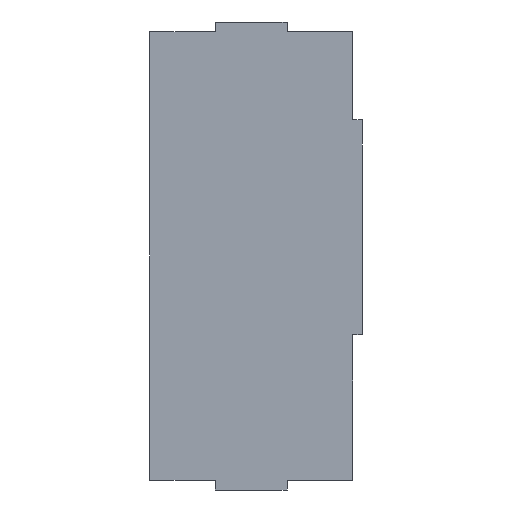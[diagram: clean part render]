
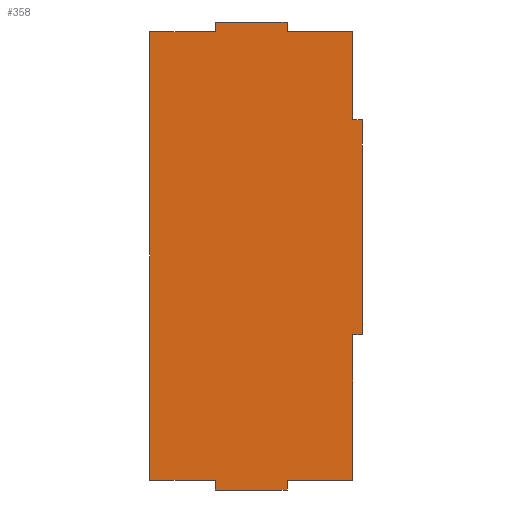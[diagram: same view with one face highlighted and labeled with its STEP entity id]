
A CAD part, front view. The second image highlights one B-rep face of the part: STEP entity #358.
In plain terms, the highlighted planar face has unit normal (0, -1, 0).
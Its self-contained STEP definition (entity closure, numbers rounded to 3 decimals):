
#32=FACE_OUTER_BOUND('',#50,.T.);
#50=EDGE_LOOP('',(#307,#308,#309,#310,#311,#312,#313,#314,#315,#316,#317,
#318,#319,#320,#321,#322));
#51=LINE('',#487,#99);
#55=LINE('',#495,#103);
#58=LINE('',#501,#106);
#61=LINE('',#507,#109);
#64=LINE('',#513,#112);
#67=LINE('',#519,#115);
#70=LINE('',#525,#118);
#73=LINE('',#531,#121);
#76=LINE('',#537,#124);
#79=LINE('',#543,#127);
#82=LINE('',#549,#130);
#85=LINE('',#555,#133);
#88=LINE('',#561,#136);
#91=LINE('',#567,#139);
#94=LINE('',#573,#142);
#97=LINE('',#578,#145);
#99=VECTOR('',#401,10.);
#103=VECTOR('',#407,10.);
#106=VECTOR('',#412,10.);
#109=VECTOR('',#417,10.);
#112=VECTOR('',#422,10.);
#115=VECTOR('',#427,10.);
#118=VECTOR('',#432,10.);
#121=VECTOR('',#437,10.);
#124=VECTOR('',#442,10.);
#127=VECTOR('',#447,10.);
#130=VECTOR('',#452,10.);
#133=VECTOR('',#457,10.);
#136=VECTOR('',#462,10.);
#139=VECTOR('',#467,10.);
#142=VECTOR('',#472,10.);
#145=VECTOR('',#477,10.);
#147=VERTEX_POINT('',#485);
#148=VERTEX_POINT('',#486);
#151=VERTEX_POINT('',#494);
#153=VERTEX_POINT('',#500);
#155=VERTEX_POINT('',#506);
#157=VERTEX_POINT('',#512);
#159=VERTEX_POINT('',#518);
#161=VERTEX_POINT('',#524);
#163=VERTEX_POINT('',#530);
#165=VERTEX_POINT('',#536);
#167=VERTEX_POINT('',#542);
#169=VERTEX_POINT('',#548);
#171=VERTEX_POINT('',#554);
#173=VERTEX_POINT('',#560);
#175=VERTEX_POINT('',#566);
#177=VERTEX_POINT('',#572);
#179=EDGE_CURVE('',#147,#148,#51,.T.);
#183=EDGE_CURVE('',#151,#147,#55,.T.);
#186=EDGE_CURVE('',#153,#151,#58,.T.);
#189=EDGE_CURVE('',#155,#153,#61,.T.);
#192=EDGE_CURVE('',#157,#155,#64,.T.);
#195=EDGE_CURVE('',#159,#157,#67,.T.);
#198=EDGE_CURVE('',#161,#159,#70,.T.);
#201=EDGE_CURVE('',#163,#161,#73,.T.);
#204=EDGE_CURVE('',#165,#163,#76,.T.);
#207=EDGE_CURVE('',#167,#165,#79,.T.);
#210=EDGE_CURVE('',#169,#167,#82,.T.);
#213=EDGE_CURVE('',#171,#169,#85,.T.);
#216=EDGE_CURVE('',#173,#171,#88,.T.);
#219=EDGE_CURVE('',#175,#173,#91,.T.);
#222=EDGE_CURVE('',#177,#175,#94,.T.);
#225=EDGE_CURVE('',#148,#177,#97,.T.);
#307=ORIENTED_EDGE('',*,*,#225,.F.);
#308=ORIENTED_EDGE('',*,*,#179,.F.);
#309=ORIENTED_EDGE('',*,*,#183,.F.);
#310=ORIENTED_EDGE('',*,*,#186,.F.);
#311=ORIENTED_EDGE('',*,*,#189,.F.);
#312=ORIENTED_EDGE('',*,*,#192,.F.);
#313=ORIENTED_EDGE('',*,*,#195,.F.);
#314=ORIENTED_EDGE('',*,*,#198,.F.);
#315=ORIENTED_EDGE('',*,*,#201,.F.);
#316=ORIENTED_EDGE('',*,*,#204,.F.);
#317=ORIENTED_EDGE('',*,*,#207,.F.);
#318=ORIENTED_EDGE('',*,*,#210,.F.);
#319=ORIENTED_EDGE('',*,*,#213,.F.);
#320=ORIENTED_EDGE('',*,*,#216,.F.);
#321=ORIENTED_EDGE('',*,*,#219,.F.);
#322=ORIENTED_EDGE('',*,*,#222,.F.);
#340=PLANE('',#396);
#358=ADVANCED_FACE('',(#32),#340,.F.);
#396=AXIS2_PLACEMENT_3D('',#581,#481,#482);
#401=DIRECTION('',(0.,0.,1.));
#407=DIRECTION('',(-1.,0.,0.));
#412=DIRECTION('',(0.,0.,1.));
#417=DIRECTION('',(-1.,0.,0.));
#422=DIRECTION('',(0.,0.,-1.));
#427=DIRECTION('',(-1.,0.,0.));
#432=DIRECTION('',(0.,0.,-1.));
#437=DIRECTION('',(-1.,0.,0.));
#442=DIRECTION('',(0.,0.,-1.));
#447=DIRECTION('',(1.,0.,0.));
#452=DIRECTION('',(0.,0.,-1.));
#457=DIRECTION('',(1.,0.,0.));
#462=DIRECTION('',(0.,0.,-1.));
#467=DIRECTION('',(1.,0.,0.));
#472=DIRECTION('',(0.,0.,1.));
#477=DIRECTION('',(1.,0.,0.));
#481=DIRECTION('center_axis',(0.,1.,0.));
#482=DIRECTION('ref_axis',(0.,0.,1.));
#485=CARTESIAN_POINT('',(-97.259,0.,-53.872));
#486=CARTESIAN_POINT('',(-97.259,0.,134.128));
#487=CARTESIAN_POINT('',(-97.259,0.,-53.872));
#494=CARTESIAN_POINT('',(-69.759,0.,-53.872));
#495=CARTESIAN_POINT('',(-12.259,0.,-53.872));
#500=CARTESIAN_POINT('',(-69.759,0.,-57.872));
#501=CARTESIAN_POINT('',(-69.759,0.,-57.872));
#506=CARTESIAN_POINT('',(-39.759,0.,-57.872));
#507=CARTESIAN_POINT('',(-39.759,0.,-57.872));
#512=CARTESIAN_POINT('',(-39.759,0.,-53.872));
#513=CARTESIAN_POINT('',(-39.759,0.,-53.872));
#518=CARTESIAN_POINT('',(-12.259,0.,-53.872));
#519=CARTESIAN_POINT('',(-12.259,0.,-53.872));
#524=CARTESIAN_POINT('',(-12.259,0.,7.128));
#525=CARTESIAN_POINT('',(-12.259,0.,134.128));
#530=CARTESIAN_POINT('',(-8.259,0.,7.128));
#531=CARTESIAN_POINT('',(-8.259,0.,7.128));
#536=CARTESIAN_POINT('',(-8.259,0.,97.128));
#537=CARTESIAN_POINT('',(-8.259,0.,97.128));
#542=CARTESIAN_POINT('',(-12.259,0.,97.128));
#543=CARTESIAN_POINT('',(-12.259,0.,97.128));
#548=CARTESIAN_POINT('',(-12.259,0.,134.128));
#549=CARTESIAN_POINT('',(-12.259,0.,134.128));
#554=CARTESIAN_POINT('',(-39.759,0.,134.128));
#555=CARTESIAN_POINT('',(-97.259,0.,134.128));
#560=CARTESIAN_POINT('',(-39.759,0.,138.128));
#561=CARTESIAN_POINT('',(-39.759,0.,138.128));
#566=CARTESIAN_POINT('',(-69.759,0.,138.128));
#567=CARTESIAN_POINT('',(-69.759,0.,138.128));
#572=CARTESIAN_POINT('',(-69.759,0.,134.128));
#573=CARTESIAN_POINT('',(-69.759,0.,134.128));
#578=CARTESIAN_POINT('',(-97.259,0.,134.128));
#581=CARTESIAN_POINT('Origin',(-52.759,0.,40.128));
